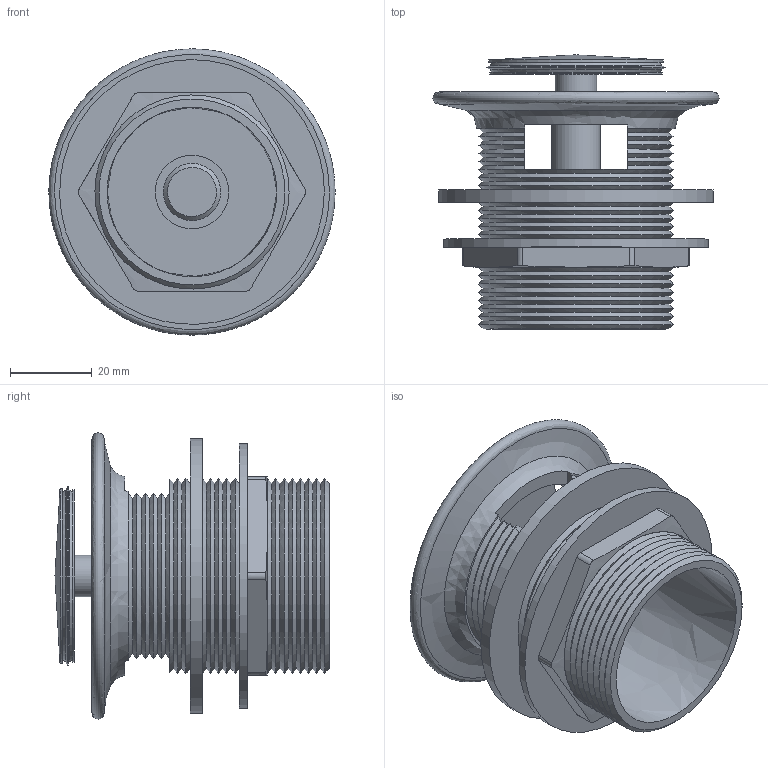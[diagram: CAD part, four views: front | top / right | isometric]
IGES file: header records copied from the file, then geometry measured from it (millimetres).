
Global section: file name: CW1-B 2012.02.20; native system: AutoCAD 2016 - English; preprocessor: Autodesk Translation Framework DWG producer (atf_dwg_producer); organization: unknown; date: 20170215.153033; units: millimetre
Bounding box: 70 x 67.06 x 70 mm (x, y, z)
Volume: 48467.4 mm3; surface area: 38939.3 mm2
Topology: 5 solids, 5 shells, 130 faces, 372 edges, 255 vertices
Faces by surface type: bspline 130
